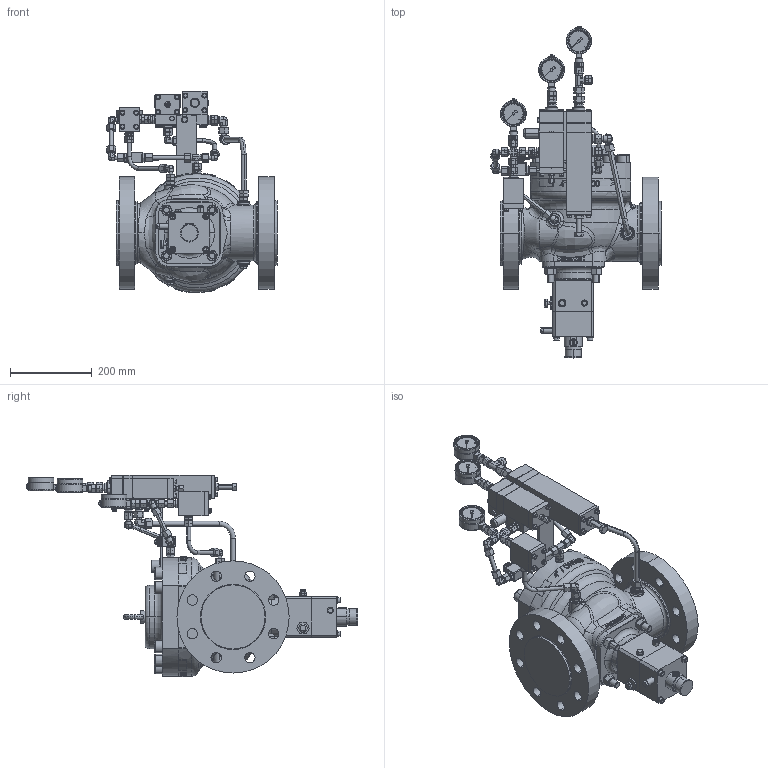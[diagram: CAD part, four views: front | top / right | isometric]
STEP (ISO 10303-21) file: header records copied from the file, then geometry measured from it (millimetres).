
FILE_DESCRIPTION (( 'STEP AP214' ), '1' );
FILE_NAME ('HON5020SSV_DN100_class600_HON630(MB).STEP', '2019-09-30T09:51:48', ( '' ), ( '' ), 'SwSTEP 2.0', 'SolidWorks 2017', '' );
FILE_SCHEMA (( 'AUTOMOTIVE_DESIGN' ));
Length unit declared in the file: millimetre
Products named in the file (1): HON5020SSV_DN100_class600_HON630(MB)
Bounding box: 416.87 x 813.1 x 494.73 mm (x, y, z)
Volume: 23441458 mm3; surface area: 1246561 mm2
Topology: 121 solids, 121 shells, 4784 faces, 11035 edges, 6732 vertices
Faces by surface type: plane 1977, cone 1004, cylinder 906, bspline 581, torus 278, sphere 38
Entity records: 293282 total; most frequent: CARTESIAN_POINT 176018, ORIENTED_EDGE 21938, DIRECTION 19883, EDGE_CURVE 10969, AXIS2_PLACEMENT_3D 7753, VERTEX_POINT 6730, EDGE_LOOP 5125, FACE_OUTER_BOUND 4784
